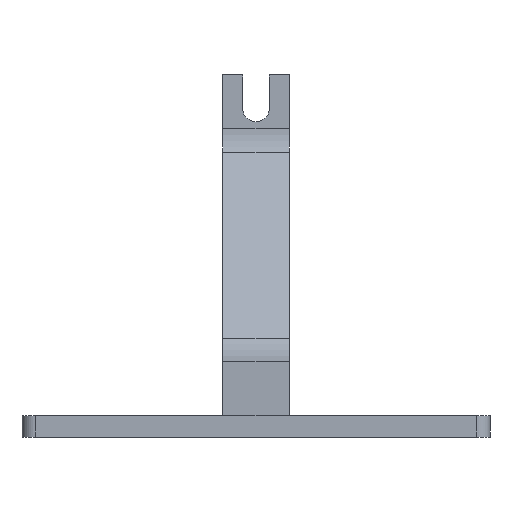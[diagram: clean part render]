
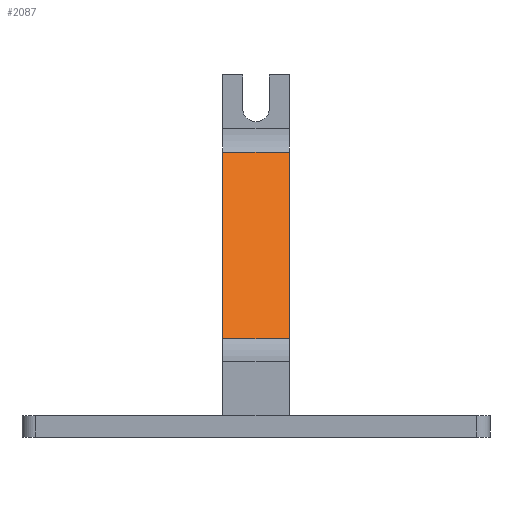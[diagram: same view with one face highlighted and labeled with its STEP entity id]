
A CAD part, left-side view. The second image highlights one B-rep face of the part: STEP entity #2087.
In plain terms, the highlighted planar face has unit normal (-0.813, 0, 0.583).
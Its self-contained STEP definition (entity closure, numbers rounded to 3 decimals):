
#491 = VERTEX_POINT('',#492);
#492 = CARTESIAN_POINT('',(-62.073,6.35,18.691));
#499 = EDGE_CURVE('',#491,#500,#502,.T.);
#500 = VERTEX_POINT('',#501);
#501 = CARTESIAN_POINT('',(-36.701,6.35,54.079));
#502 = LINE('',#503,#504);
#503 = CARTESIAN_POINT('',(-62.073,6.35,18.691));
#504 = VECTOR('',#505,1.);
#505 = DIRECTION('',(0.583,0.,0.813));
#655 = VERTEX_POINT('',#656);
#656 = CARTESIAN_POINT('',(-62.073,-6.35,18.691));
#663 = EDGE_CURVE('',#655,#664,#666,.T.);
#664 = VERTEX_POINT('',#665);
#665 = CARTESIAN_POINT('',(-36.701,-6.35,54.079));
#666 = LINE('',#667,#668);
#667 = CARTESIAN_POINT('',(-62.073,-6.35,18.691));
#668 = VECTOR('',#669,1.);
#669 = DIRECTION('',(0.583,0.,0.813));
#2050 = EDGE_CURVE('',#491,#655,#2051,.T.);
#2051 = LINE('',#2052,#2053);
#2052 = CARTESIAN_POINT('',(-62.073,6.35,18.691));
#2053 = VECTOR('',#2054,1.);
#2054 = DIRECTION('',(0.,-1.,0.));
#2087 = ADVANCED_FACE('',(#2088),#2099,.T.);
#2088 = FACE_BOUND('',#2089,.T.);
#2089 = EDGE_LOOP('',(#2090,#2091,#2092,#2098));
#2090 = ORIENTED_EDGE('',*,*,#2050,.T.);
#2091 = ORIENTED_EDGE('',*,*,#663,.T.);
#2092 = ORIENTED_EDGE('',*,*,#2093,.F.);
#2093 = EDGE_CURVE('',#500,#664,#2094,.T.);
#2094 = LINE('',#2095,#2096);
#2095 = CARTESIAN_POINT('',(-36.701,6.35,54.079));
#2096 = VECTOR('',#2097,1.);
#2097 = DIRECTION('',(0.,-1.,0.));
#2098 = ORIENTED_EDGE('',*,*,#499,.F.);
#2099 = PLANE('',#2100);
#2100 = AXIS2_PLACEMENT_3D('',#2101,#2102,#2103);
#2101 = CARTESIAN_POINT('',(-62.073,6.35,18.691));
#2102 = DIRECTION('',(-0.813,0.,0.583)
  );
#2103 = DIRECTION('',(0.583,0.,0.813)
  );
